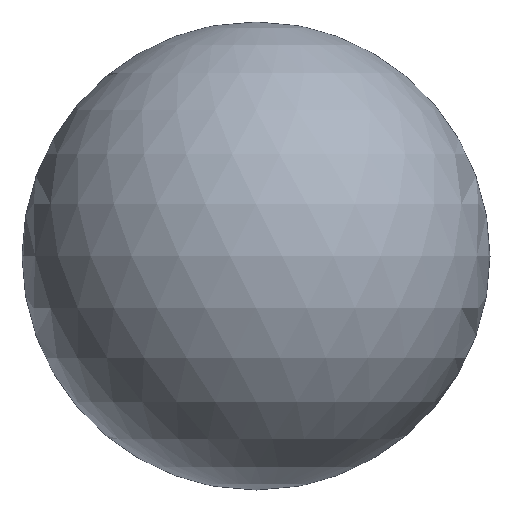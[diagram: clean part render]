
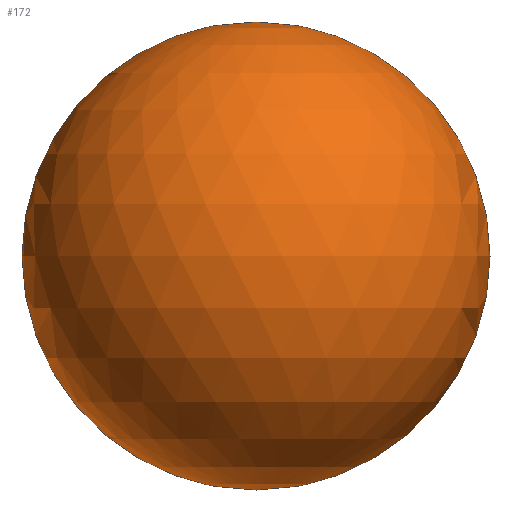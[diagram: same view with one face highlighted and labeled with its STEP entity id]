
A CAD part, front view. The second image highlights one B-rep face of the part: STEP entity #172.
In plain terms, the highlighted spherical face has radius 1000 mm.
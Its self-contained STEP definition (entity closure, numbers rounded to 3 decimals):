
#172=ADVANCED_FACE('',(#186),#187,.T.);
#186=FACE_OUTER_BOUND('',#210,.T.);
#187=SPHERICAL_SURFACE('',#211,1000.0);
#210=EDGE_LOOP('',(#237,#238));
#211=AXIS2_PLACEMENT_3D('',#239,#240,#241);
#237=ORIENTED_EDGE('',*,*,#300,.T.);
#238=ORIENTED_EDGE('',*,*,#301,.T.);
#239=CARTESIAN_POINT('',(0.0,0.0,0.0));
#240=DIRECTION('',(0.0,0.0,1.0));
#241=DIRECTION('',(1.0,0.0,0.0));
#300=EDGE_CURVE('',#316,#317,#318,.T.);
#301=EDGE_CURVE('',#317,#316,#319,.T.);
#316=VERTEX_POINT('',#342);
#317=VERTEX_POINT('',#343);
#318=CIRCLE('',#344,1000.0);
#319=CIRCLE('',#345,1000.0);
#342=CARTESIAN_POINT('',(0.,0.,-1000.0));
#343=CARTESIAN_POINT('',(0.0,0.0,1000.0));
#344=AXIS2_PLACEMENT_3D('',#372,#373,#374);
#345=AXIS2_PLACEMENT_3D('',#375,#376,#377);
#372=CARTESIAN_POINT('',(0.0,0.0,0.0));
#373=DIRECTION('',(0.,-1.0,0.0));
#374=DIRECTION('',(0.0,0.0,1.0));
#375=CARTESIAN_POINT('',(0.0,0.0,0.0));
#376=DIRECTION('',(0.,-1.0,0.0));
#377=DIRECTION('',(0.0,0.0,1.0));
